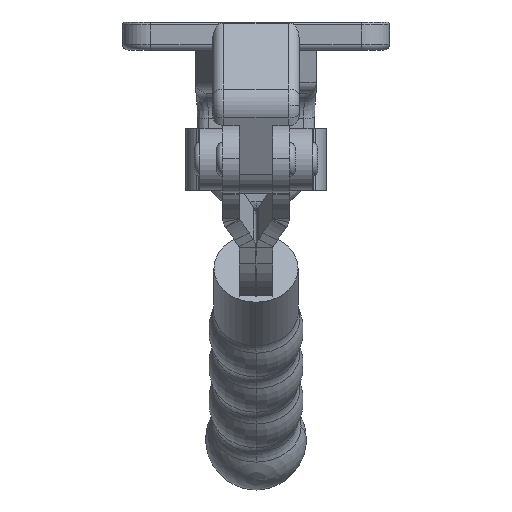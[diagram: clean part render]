
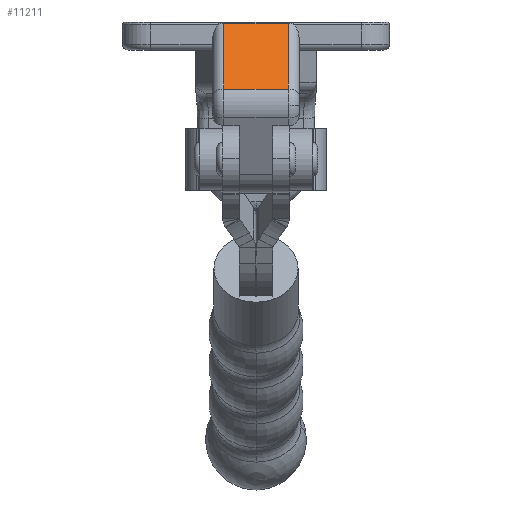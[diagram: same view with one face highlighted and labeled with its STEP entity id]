
A CAD part, front view. The second image highlights one B-rep face of the part: STEP entity #11211.
In plain terms, the highlighted planar face has unit normal (0, -0.819, 0.574).
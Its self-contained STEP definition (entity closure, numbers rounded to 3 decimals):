
#3854 = EDGE_LOOP ( 'NONE', ( #17916, #17917, #17918, #17919 ) ) ;
#6359 = AXIS2_PLACEMENT_3D ( 'NONE', #29983, #29988, #29989 ) ;
#7505 = FACE_OUTER_BOUND ( 'NONE', #3854, .T. ) ;
#11211 = ADVANCED_FACE ( 'NONE', ( #7505 ), #29986, .F. ) ;
#11458 = EDGE_CURVE ( 'NONE', #18146, #18131, #13062, .T. ) ;
#11459 = EDGE_CURVE ( 'NONE', #18131, #18148, #13063, .T. ) ;
#11460 = EDGE_CURVE ( 'NONE', #18148, #18149, #13066, .T. ) ;
#11461 = EDGE_CURVE ( 'NONE', #18146, #18149, #13068, .T. ) ;
#13062 = LINE ( 'NONE', #14817, #13065 ) ;
#13063 = LINE ( 'NONE', #14816, #13067 ) ;
#13065 = VECTOR ( 'NONE', #14806, 1000. ) ;
#13066 = LINE ( 'NONE', #14822, #13069 ) ;
#13067 = VECTOR ( 'NONE', #14821, 1000. ) ;
#13068 = LINE ( 'NONE', #14824, #13071 ) ;
#13069 = VECTOR ( 'NONE', #14823, 1000. ) ;
#13071 = VECTOR ( 'NONE', #14825, 1000. ) ;
#14806 = DIRECTION ( 'NONE',  ( 0., 0.574, 0.819 ) ) ;
#14816 = CARTESIAN_POINT ( 'NONE',  ( 10.75, -80.649, 24.387 ) ) ;
#14817 = CARTESIAN_POINT ( 'NONE',  ( 5.75, -80.5, 24.6 ) ) ;
#14821 = DIRECTION ( 'NONE',  ( -1., 0., 0. ) ) ;
#14822 = CARTESIAN_POINT ( 'NONE',  ( -5.75, -80.5, 24.6 ) ) ;
#14823 = DIRECTION ( 'NONE',  ( 0., -0.574, -0.819 ) ) ;
#14824 = CARTESIAN_POINT ( 'NONE',  ( 10.75, -88.87, 12.647 ) ) ;
#14825 = DIRECTION ( 'NONE',  ( -1., 0., 0. ) ) ;
#17916 = ORIENTED_EDGE ( 'NONE', *, *, #11458, .T. ) ;
#17917 = ORIENTED_EDGE ( 'NONE', *, *, #11459, .T. ) ;
#17918 = ORIENTED_EDGE ( 'NONE', *, *, #11460, .T. ) ;
#17919 = ORIENTED_EDGE ( 'NONE', *, *, #11461, .F. ) ;
#18131 = VERTEX_POINT ( 'NONE', #31314 ) ;
#18146 = VERTEX_POINT ( 'NONE', #31329 ) ;
#18148 = VERTEX_POINT ( 'NONE', #31331 ) ;
#18149 = VERTEX_POINT ( 'NONE', #31332 ) ;
#29983 = CARTESIAN_POINT ( 'NONE',  ( 10.75, -80.5, 24.6 ) ) ;
#29986 = PLANE ( 'NONE',  #6359 ) ;
#29988 = DIRECTION ( 'NONE',  ( 0., 0.819, -0.574 ) ) ;
#29989 = DIRECTION ( 'NONE',  ( 0., 0.574, 0.819 ) ) ;
#31314 = CARTESIAN_POINT ( 'NONE',  ( 5.75, -80.649, 24.387 ) ) ;
#31329 = CARTESIAN_POINT ( 'NONE',  ( 5.75, -88.87, 12.647 ) ) ;
#31331 = CARTESIAN_POINT ( 'NONE',  ( -5.75, -80.649, 24.387 ) ) ;
#31332 = CARTESIAN_POINT ( 'NONE',  ( -5.75, -88.87, 12.647 ) ) ;
